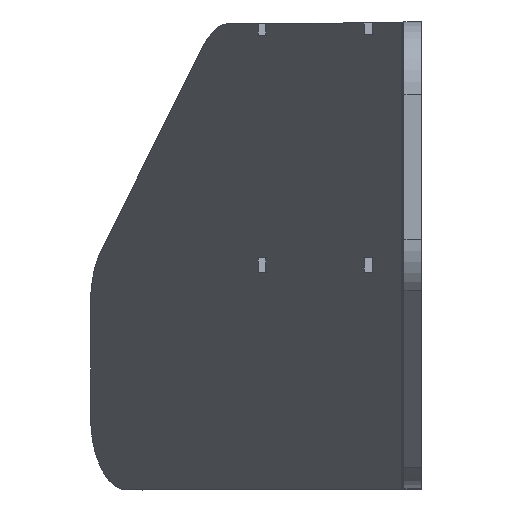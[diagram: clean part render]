
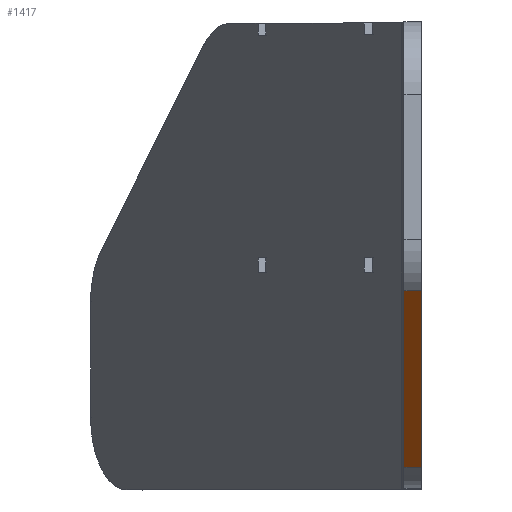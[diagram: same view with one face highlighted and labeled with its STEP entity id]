
A CAD part, top view. The second image highlights one B-rep face of the part: STEP entity #1417.
In plain terms, the highlighted planar face has unit normal (0, -0.707, 0.707).
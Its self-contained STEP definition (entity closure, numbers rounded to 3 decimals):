
#25 = ORIENTED_EDGE ( 'NONE', *, *, #438, .F. ) ;
#70 = VECTOR ( 'NONE', #259, 1000. ) ;
#73 = ORIENTED_EDGE ( 'NONE', *, *, #1225, .F. ) ;
#123 = LINE ( 'NONE', #986, #1526 ) ;
#216 = AXIS2_PLACEMENT_3D ( 'NONE', #310, #1143, #1682 ) ;
#256 = VERTEX_POINT ( 'NONE', #1486 ) ;
#259 = DIRECTION ( 'NONE',  ( -1., 0., 0. ) ) ;
#310 = CARTESIAN_POINT ( 'NONE',  ( 1000., -967.068, -242.762 ) ) ;
#374 = CARTESIAN_POINT ( 'NONE',  ( 1000., -967.068, -242.762 ) ) ;
#392 = LINE ( 'NONE', #511, #70 ) ;
#438 = EDGE_CURVE ( 'NONE', #256, #970, #1658, .T. ) ;
#450 = FACE_OUTER_BOUND ( 'NONE', #662, .T. ) ;
#511 = CARTESIAN_POINT ( 'NONE',  ( 1000., -1181.628, -457.322 ) ) ;
#534 = CARTESIAN_POINT ( 'NONE',  ( 1000., -1241.983, -517.678 ) ) ;
#594 = CARTESIAN_POINT ( 'NONE',  ( 1000., -1181.628, -457.322 ) ) ;
#662 = EDGE_LOOP ( 'NONE', ( #25, #73, #1094, #1371 ) ) ;
#727 = VERTEX_POINT ( 'NONE', #594 ) ;
#970 = VERTEX_POINT ( 'NONE', #534 ) ;
#986 = CARTESIAN_POINT ( 'NONE',  ( 1006., -967.068, -242.762 ) ) ;
#990 = CARTESIAN_POINT ( 'NONE',  ( 1000., -1241.983, -517.678 ) ) ;
#998 = VERTEX_POINT ( 'NONE', #1277 ) ;
#1004 = PLANE ( 'NONE',  #216 ) ;
#1094 = ORIENTED_EDGE ( 'NONE', *, *, #1627, .T. ) ;
#1143 = DIRECTION ( 'NONE',  ( 0., 0.707, -0.707 ) ) ;
#1197 = VECTOR ( 'NONE', #1735, 1000. ) ;
#1214 = VECTOR ( 'NONE', #1522, 1000. ) ;
#1225 = EDGE_CURVE ( 'NONE', #998, #256, #123, .T. ) ;
#1248 = DIRECTION ( 'NONE',  ( 0., -0.707, -0.707 ) ) ;
#1277 = CARTESIAN_POINT ( 'NONE',  ( 1006., -1181.628, -457.322 ) ) ;
#1350 = LINE ( 'NONE', #374, #1197 ) ;
#1371 = ORIENTED_EDGE ( 'NONE', *, *, #1603, .T. ) ;
#1417 = ADVANCED_FACE ( 'NONE', ( #450 ), #1004, .F. ) ;
#1486 = CARTESIAN_POINT ( 'NONE',  ( 1006., -1241.983, -517.678 ) ) ;
#1522 = DIRECTION ( 'NONE',  ( -1., 0., 0. ) ) ;
#1526 = VECTOR ( 'NONE', #1248, 1000. ) ;
#1603 = EDGE_CURVE ( 'NONE', #727, #970, #1350, .T. ) ;
#1627 = EDGE_CURVE ( 'NONE', #998, #727, #392, .T. ) ;
#1658 = LINE ( 'NONE', #990, #1214 ) ;
#1682 = DIRECTION ( 'NONE',  ( 0., -0.707, -0.707 ) ) ;
#1735 = DIRECTION ( 'NONE',  ( 0., -0.707, -0.707 ) ) ;
